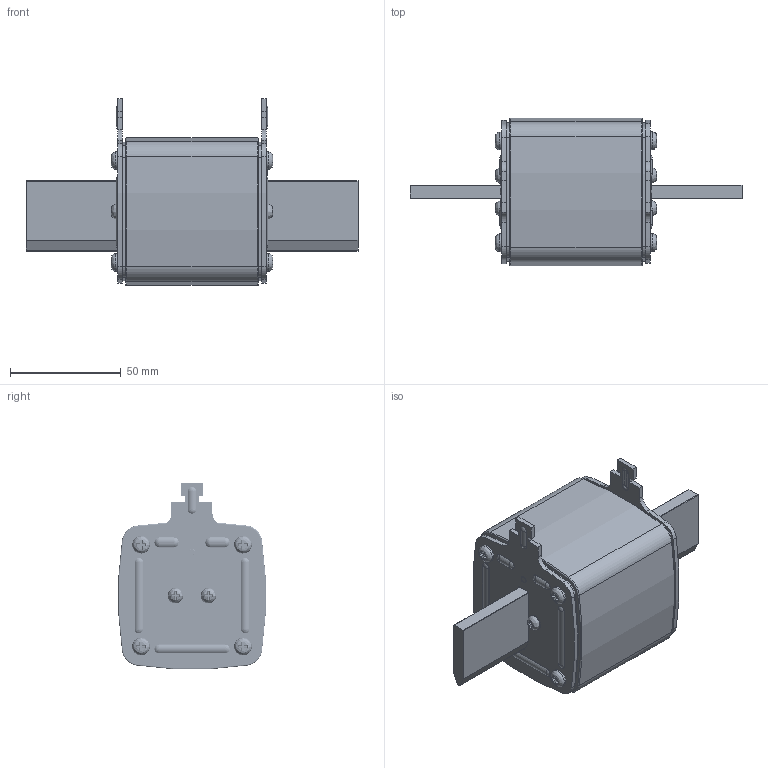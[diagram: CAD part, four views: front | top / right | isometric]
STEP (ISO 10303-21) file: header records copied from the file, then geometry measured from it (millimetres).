
FILE_DESCRIPTION(/* description */ (''),/* implementation_level */ '2;1');
FILE_NAME(/* name */ 'RT16-3T.stp',/* time_stamp */ '2022-05-14T16:01:39+08:00',/* author */ (''),/* organization */ (''),/* preprocessor_version */ 'ST-DEVELOPER v16',/* originating_system */ 'SIEMENS PLM Software NX 10.0',/* authorisation */ '');
FILE_SCHEMA (('CONFIG_CONTROL_DESIGN'));
Length unit declared in the file: millimetre
Products named in the file (1): rt16-3t
Bounding box: 150 x 66.58 x 84.29 mm (x, y, z)
Volume: 185649.4 mm3; surface area: 83389.2 mm2
Topology: 32 solids, 32 shells, 1102 faces, 2912 edges, 1872 vertices
Faces by surface type: plane 502, cylinder 264, cone 149, bspline 78, torus 61, sphere 48
Full cylindrical faces by diameter (mm): 0.13 x1, 0.3 x1, 2.4 x1, 3 x1, 3.2 x5, 3.3 x8, 3.9 x40, 4 x1, 4.391 x1, 4.991 x1, 5 x9, 5.2 x16, 5.7 x1, 5.8 x1, 6 x2, 7 x5, 8 x17, 51 x1
Entity records: 75050 total; most frequent: CARTESIAN_POINT 53776, ORIENTED_EDGE 4294, DIRECTION 4168, EDGE_CURVE 2147, AXIS2_PLACEMENT_3D 1544, VERTEX_POINT 1464, EDGE_LOOP 1208, LINE 1080
